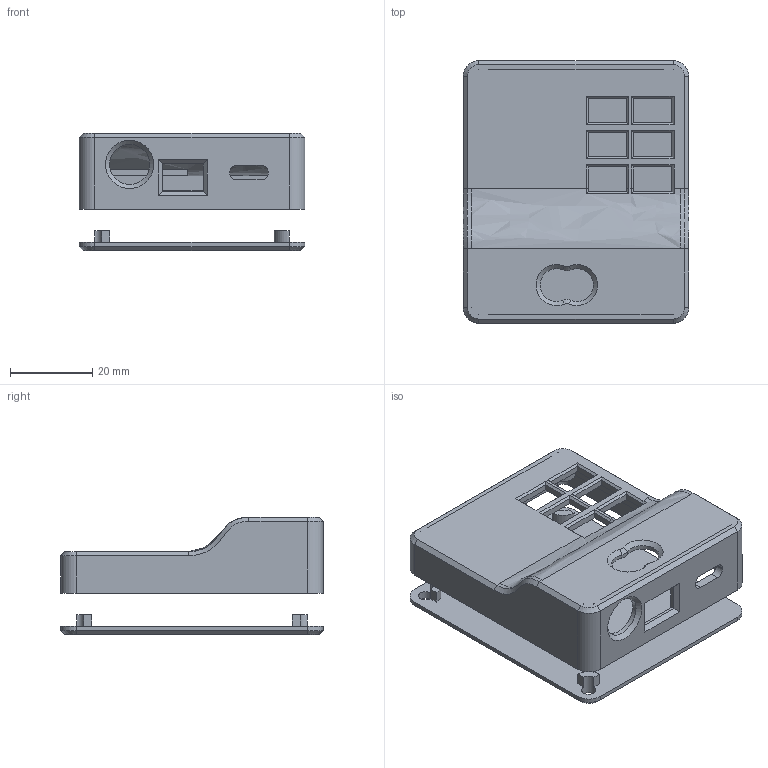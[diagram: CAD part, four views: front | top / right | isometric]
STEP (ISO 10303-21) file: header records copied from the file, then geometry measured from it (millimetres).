
FILE_DESCRIPTION(/* description */ ('KiCad electronic assembly'),/* implementation_level */ '2;1');
FILE_NAME(/* name */ 'WLED LED Controller.step',/* time_stamp */ '2026-01-27T13:06:54+01:00',/* author */ (''),/* organization */ (''),/* preprocessor_version */ 'ST-DEVELOPER v20.1',/* originating_system */ 'Autodesk Translation Framework v14.21.0.0',/* authorisation */ '');
FILE_SCHEMA (('AUTOMOTIVE_DESIGN { 1 0 10303 214 3 1 1 }'));
Length unit declared in the file: millimetre
Products named in the file (1): WLED LED Controller - Straight Voltaje 1
Bounding box: 55 x 64 x 28.59 mm (x, y, z)
Volume: 17185.5 mm3; surface area: 20447.2 mm2
Topology: 2 solids, 2 shells, 173 faces, 480 edges, 304 vertices
Faces by surface type: plane 116, cylinder 32, cone 13, bspline 12
Full cylindrical faces by diameter (mm): 3.5 x6, 9.8 x1
Entity records: 6109 total; most frequent: CARTESIAN_POINT 1656, ORIENTED_EDGE 960, DIRECTION 847, EDGE_CURVE 480, LINE 341, VECTOR 341, VERTEX_POINT 304, AXIS2_PLACEMENT_3D 253
